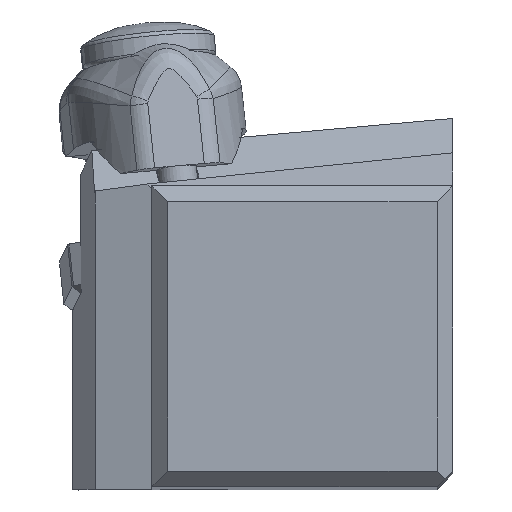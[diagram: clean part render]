
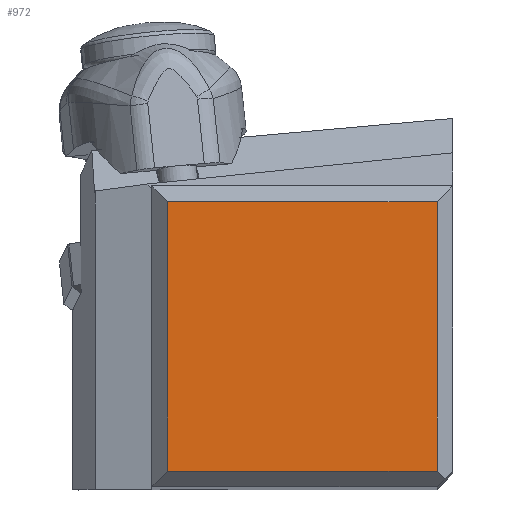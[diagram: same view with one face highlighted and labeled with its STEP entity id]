
A CAD part, top view. The second image highlights one B-rep face of the part: STEP entity #972.
In plain terms, the highlighted planar face has unit normal (0, 0, 1).
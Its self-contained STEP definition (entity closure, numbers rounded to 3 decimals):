
#724=FACE_OUTER_BOUND('',#1332,.T.);
#972=ADVANCED_FACE('',(#724),#1216,.T.);
#1216=PLANE('',#4648);
#1332=EDGE_LOOP('',(#1758,#1759,#1760,#1761));
#1758=ORIENTED_EDGE('',*,*,#3432,.T.);
#1759=ORIENTED_EDGE('',*,*,#3431,.F.);
#1760=ORIENTED_EDGE('',*,*,#3425,.T.);
#1761=ORIENTED_EDGE('',*,*,#3423,.T.);
#2964=VERTEX_POINT('',#6325);
#2965=VERTEX_POINT('',#6327);
#2966=VERTEX_POINT('',#6331);
#2968=VERTEX_POINT('',#6341);
#3423=EDGE_CURVE('',#2965,#2964,#4064,.T.);
#3425=EDGE_CURVE('',#2966,#2965,#4066,.T.);
#3431=EDGE_CURVE('',#2966,#2968,#4072,.T.);
#3432=EDGE_CURVE('',#2964,#2968,#4073,.T.);
#4064=LINE('',#6326,#4289);
#4066=LINE('',#6330,#4291);
#4072=LINE('',#6342,#4297);
#4073=LINE('',#6344,#4298);
#4289=VECTOR('',#5229,1.);
#4291=VECTOR('',#5233,1.);
#4297=VECTOR('',#5245,1.);
#4298=VECTOR('',#5248,1.);
#4648=AXIS2_PLACEMENT_3D('',#6345,#5249,#5250);
#5229=DIRECTION('',(1.,0.,0.));
#5233=DIRECTION('',(0.,-1.,0.));
#5245=DIRECTION('',(1.,0.,0.));
#5248=DIRECTION('',(0.,1.,0.));
#5249=DIRECTION('',(0.,0.,1.));
#5250=DIRECTION('',(-1.,0.,0.));
#6325=CARTESIAN_POINT('',(-1.,1.,0.));
#6326=CARTESIAN_POINT('',(-18.05,1.,0.));
#6327=CARTESIAN_POINT('',(-18.05,1.,0.));
#6330=CARTESIAN_POINT('',(-18.05,18.05,0.));
#6331=CARTESIAN_POINT('',(-18.05,18.05,0.));
#6341=CARTESIAN_POINT('',(-1.,18.05,0.));
#6342=CARTESIAN_POINT('',(-18.05,18.05,0.));
#6344=CARTESIAN_POINT('',(-1.,1.,0.));
#6345=CARTESIAN_POINT('',(-9.525,9.525,0.));
